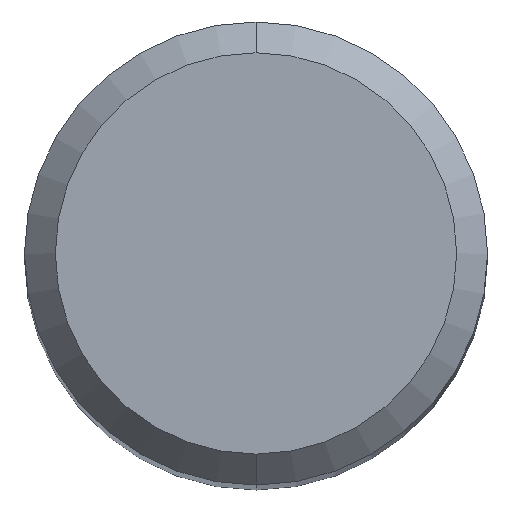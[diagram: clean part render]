
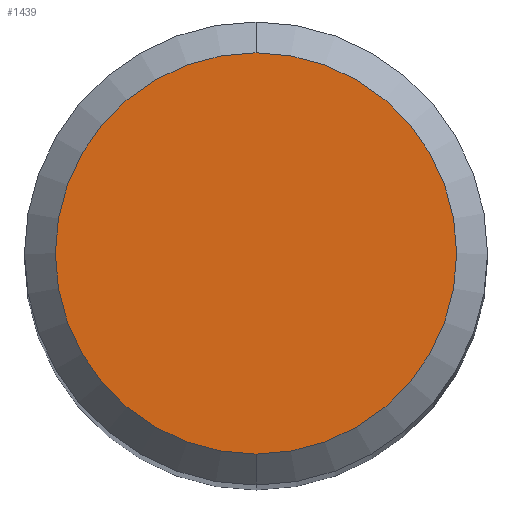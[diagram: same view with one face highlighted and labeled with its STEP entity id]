
A CAD part, top view. The second image highlights one B-rep face of the part: STEP entity #1439.
In plain terms, the highlighted planar face has unit normal (0, 0, 1).
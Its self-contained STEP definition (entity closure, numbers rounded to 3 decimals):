
#1001=EDGE_CURVE('',#1169,#1311,#2021,.T.);
#1169=VERTEX_POINT('',#2205);
#1311=VERTEX_POINT('',#2360);
#1439=ADVANCED_FACE('',(#2498),#2499,.T.);
#1457=EDGE_CURVE('',#1311,#1169,#2518,.T.);
#2021=CIRCLE('',#8753,2.6);
#2205=CARTESIAN_POINT('',(0.0,2.6,0.0));
#2360=CARTESIAN_POINT('',(0.,-2.6,0.0));
#2498=FACE_OUTER_BOUND('',#13184,.T.);
#2499=PLANE('',#13185);
#2518=CIRCLE('',#13598,2.6);
#8753=AXIS2_PLACEMENT_3D('',#14336,#14337,#14338);
#13184=EDGE_LOOP('',(#14827,#14828));
#13185=AXIS2_PLACEMENT_3D('',#14829,#14830,#14831);
#13598=AXIS2_PLACEMENT_3D('',#14841,#14842,#14843);
#14336=CARTESIAN_POINT('',(0.0,0.0,0.0));
#14337=DIRECTION('',(0.0,0.0,-1.0));
#14338=DIRECTION('',(0.0,1.0,0.0));
#14827=ORIENTED_EDGE('',*,*,#1001,.F.);
#14828=ORIENTED_EDGE('',*,*,#1457,.F.);
#14829=CARTESIAN_POINT('',(0.0,1.3,0.0));
#14830=DIRECTION('',(-0.0,0.0,1.0));
#14831=DIRECTION('',(0.0,-1.0,0.0));
#14841=CARTESIAN_POINT('',(0.0,0.0,0.0));
#14842=DIRECTION('',(0.0,0.0,-1.0));
#14843=DIRECTION('',(0.0,1.0,0.0));
